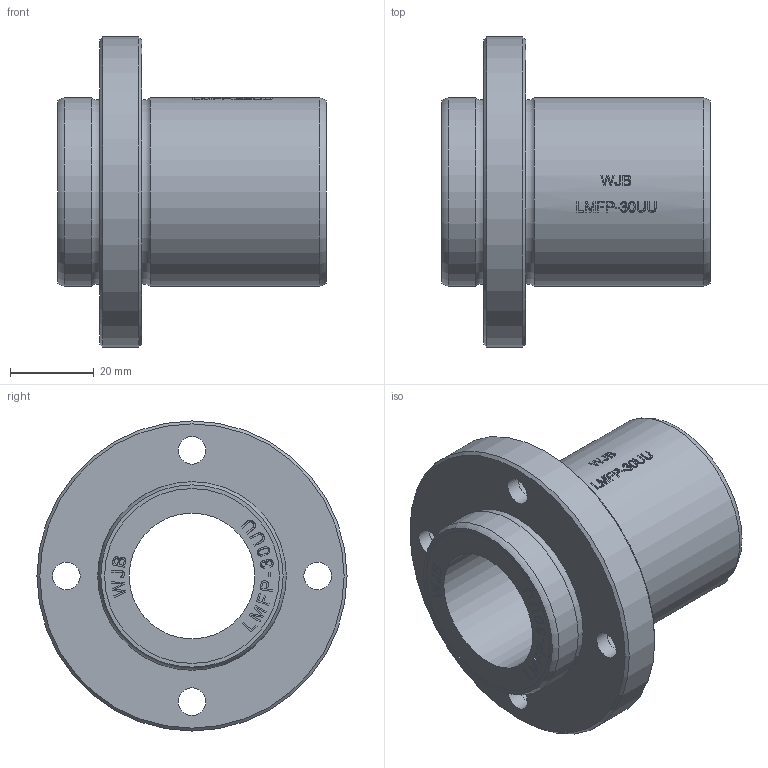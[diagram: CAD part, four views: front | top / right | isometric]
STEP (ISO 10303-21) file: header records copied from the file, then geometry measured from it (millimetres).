
FILE_DESCRIPTION(/* description */ (''),/* implementation_level */ '2;1');
FILE_NAME(/* name */ 'WJB-LMFP-30UU-2.stp',/* time_stamp */ '2019-01-26T19:14:56+08:00',/* author */ (''),/* organization */ (''),/* preprocessor_version */ 'ST-DEVELOPER v11',/* originating_system */ 'SIEMENS UGS NX 6.0',/* authorisation */ '');
FILE_SCHEMA (('AUTOMOTIVE_DESIGN { 1 0 10303 214 1 1 1 1 }'));
Length unit declared in the file: millimetre
Products named in the file (1): ROCK97E1xpl5
Bounding box: 64 x 74 x 74 mm (x, y, z)
Volume: 80096.4 mm3; surface area: 23929.9 mm2
Topology: 1 solids, 1 shells, 354 faces, 882 edges, 586 vertices
Faces by surface type: plane 213, extrusion 105, cylinder 30, torus 4, cone 2
Full cylindrical faces by diameter (mm): 6.6 x4, 11 x4, 30 x1, 41.7 x2, 45 x2, 74 x1
Entity records: 13917 total; most frequent: CARTESIAN_POINT 6032, ORIENTED_EDGE 1724, DIRECTION 1237, EDGE_CURVE 862, VERTEX_POINT 586, VECTOR 549, LINE 444, EDGE_LOOP 440
